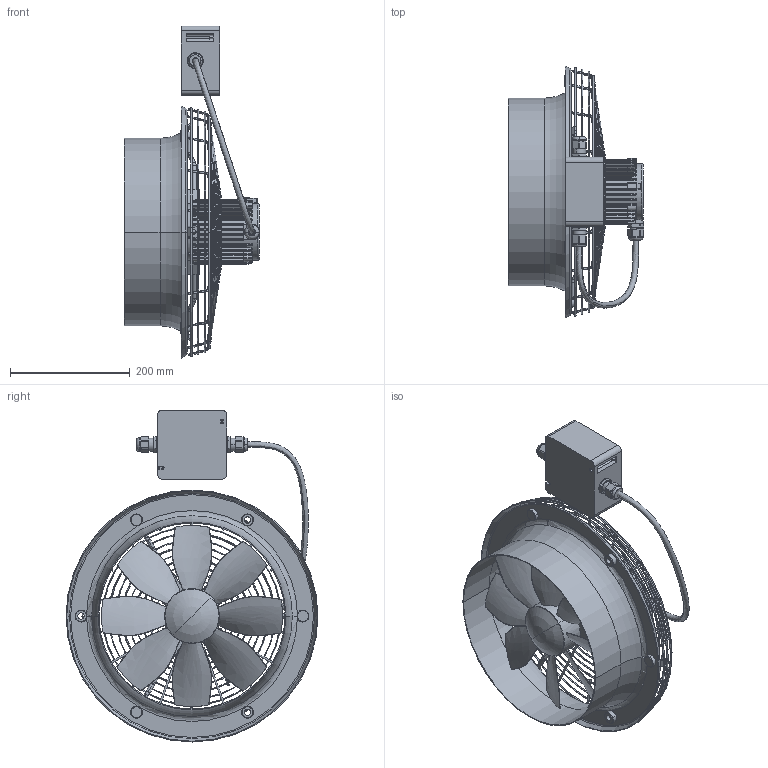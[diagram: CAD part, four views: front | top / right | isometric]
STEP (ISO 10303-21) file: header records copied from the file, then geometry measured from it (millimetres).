
FILE_DESCRIPTION(('Creo Elements/Direct Modeling STEP Export'),'2;1');
FILE_NAME('0094.0121_DZS_30_4_B_Ex_e.stp','2022-11-29T13:44:57',(''),(''),'PTC Creo Elements/Direct Modeling STEP processor for AP214 (Solid Model)','PTC Creo Elements/Direct Modeling 19.0C 15-Aug-2015 (C) Parametric Technology GmbH','');
FILE_SCHEMA(('AUTOMOTIVE_DESIGN { 1 0 10303 214 1 1 1 1 }'));
Length unit declared in the file: millimetre
Products named in the file (4): Kabel; 0094.0121_DZS_30_4_B_Ex_e; Klemmkasten
Assembly tree (3 placements, depth 2):
  0094.0121_DZS_30_4_B_Ex_e
    Klemmkasten
    0094.0121_DZS_30_4_B_Ex_e
    Kabel
Bounding box: 226.54 x 420 x 553.5 mm (x, y, z)
Volume: 2662513.9 mm3; surface area: 783546.8 mm2
Topology: 3 solids, 4 shells, 1413 faces, 3970 edges, 2628 vertices
Faces by surface type: plane 589, cylinder 259, bspline 254, torus 169, extrusion 72, cone 66, sphere 4
Entity records: 163272 total; most frequent: CARTESIAN_POINT 130950, ORIENTED_EDGE 7936, DIRECTION 4450, EDGE_CURVE 3968, VERTEX_POINT 2628, EDGE_LOOP 1738, AXIS2_PLACEMENT_3D 1615, B_SPLINE_CURVE_WITH_KNOTS 1416
